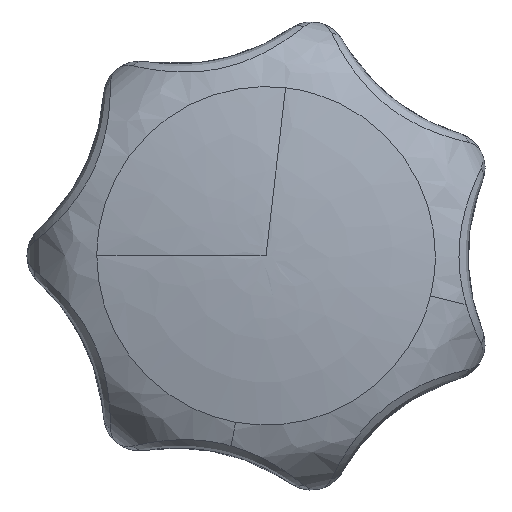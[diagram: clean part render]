
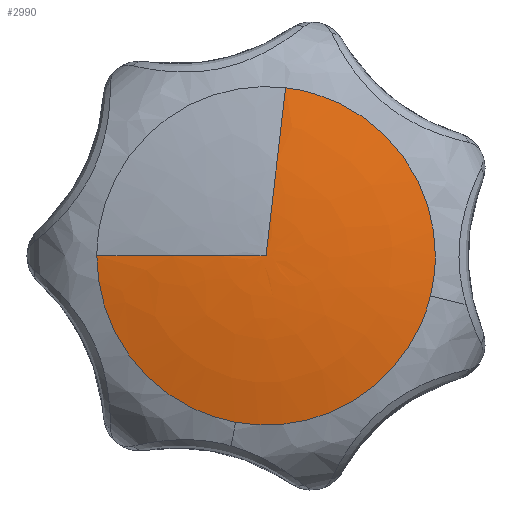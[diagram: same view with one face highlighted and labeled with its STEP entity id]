
A CAD part, top view. The second image highlights one B-rep face of the part: STEP entity #2990.
In plain terms, the highlighted free-form (B-spline) face has degree [2, 2] with [3, 7] control points.
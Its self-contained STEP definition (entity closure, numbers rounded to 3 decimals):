
#2003=CARTESIAN_POINT('',(-2.556,-13.924,23.484));
#2004=VERTEX_POINT('',#2003);
#2005=CARTESIAN_POINT('',(13.755,-3.348,23.484));
#2006=VERTEX_POINT('',#2005);
#2007=CARTESIAN_POINT('',(-2.556,-13.924,23.484));
#2008=CARTESIAN_POINT('',(-1.289,-14.157,23.484));
#2009=CARTESIAN_POINT('',(0.,-14.157,23.484));
#2010=CARTESIAN_POINT('',(11.124,-14.157,23.484));
#2011=CARTESIAN_POINT('',(13.755,-3.348,23.484));
#2019=(BOUNDED_CURVE()B_SPLINE_CURVE(2,(#2007,#2008,#2009,#2010,#2011),.UNSPECIFIED.,.F.,.U.)B_SPLINE_CURVE_WITH_KNOTS((3,2,3),(0.219,0.25,0.46),.UNSPECIFIED.)CURVE()GEOMETRIC_REPRESENTATION_ITEM()RATIONAL_B_SPLINE_CURVE((0.936,0.964,1.0,0.754,0.921))REPRESENTATION_ITEM(''));
#2020=EDGE_CURVE('',#2004,#2006,#2019,.T.);
#2298=CARTESIAN_POINT('',(-14.157,0.0,23.484));
#2299=VERTEX_POINT('',#2298);
#2300=CARTESIAN_POINT('',(-14.157,0.0,23.484));
#2301=CARTESIAN_POINT('',(-14.157,-11.795,23.484));
#2302=CARTESIAN_POINT('',(-2.556,-13.924,23.484));
#2310=(BOUNDED_CURVE()B_SPLINE_CURVE(2,(#2300,#2301,#2302),.UNSPECIFIED.,.F.,.U.)B_SPLINE_CURVE_WITH_KNOTS((3,3),(0.0,0.219),.UNSPECIFIED.)CURVE()GEOMETRIC_REPRESENTATION_ITEM()RATIONAL_B_SPLINE_CURVE((1.0,0.743,0.936))REPRESENTATION_ITEM(''));
#2311=EDGE_CURVE('',#2299,#2004,#2310,.T.);
#2313=CARTESIAN_POINT('',(1.635,14.062,23.484));
#2314=VERTEX_POINT('',#2313);
#2330=CARTESIAN_POINT('',(14.157,0.0,23.484));
#2331=VERTEX_POINT('',#2330);
#2332=CARTESIAN_POINT('',(14.157,0.0,23.484));
#2333=CARTESIAN_POINT('',(14.157,12.606,23.484));
#2334=CARTESIAN_POINT('',(1.635,14.062,23.484));
#2342=(BOUNDED_CURVE()B_SPLINE_CURVE(2,(#2332,#2333,#2334),.UNSPECIFIED.,.F.,.U.)B_SPLINE_CURVE_WITH_KNOTS((3,3),(0.5,0.73),.UNSPECIFIED.)CURVE()GEOMETRIC_REPRESENTATION_ITEM()RATIONAL_B_SPLINE_CURVE((1.0,0.731,0.957))REPRESENTATION_ITEM(''));
#2343=EDGE_CURVE('',#2331,#2314,#2342,.T.);
#2345=CARTESIAN_POINT('',(13.755,-3.348,23.484));
#2346=CARTESIAN_POINT('',(14.157,-1.698,23.484));
#2347=CARTESIAN_POINT('',(14.157,0.0,23.484));
#2355=(BOUNDED_CURVE()B_SPLINE_CURVE(2,(#2345,#2346,#2347),.UNSPECIFIED.,.F.,.U.)B_SPLINE_CURVE_WITH_KNOTS((3,3),(0.46,0.5),.UNSPECIFIED.)CURVE()GEOMETRIC_REPRESENTATION_ITEM()RATIONAL_B_SPLINE_CURVE((0.921,0.953,1.0))REPRESENTATION_ITEM(''));
#2356=EDGE_CURVE('',#2006,#2331,#2355,.T.);
#2927=CARTESIAN_POINT('',(1.717,14.767,23.319));
#2928=CARTESIAN_POINT('',(0.87,7.486,25.071));
#2929=CARTESIAN_POINT('',(0.,0.,25.));
#2930=CARTESIAN_POINT('',(14.867,13.239,23.319));
#2931=CARTESIAN_POINT('',(7.536,6.711,25.071));
#2932=CARTESIAN_POINT('',(0.,0.0,25.));
#2933=CARTESIAN_POINT('',(14.867,0.0,23.319));
#2934=CARTESIAN_POINT('',(7.536,0.0,25.071));
#2935=CARTESIAN_POINT('',(0.,0.0,25.));
#2936=CARTESIAN_POINT('',(14.867,-14.867,23.319));
#2937=CARTESIAN_POINT('',(7.536,-7.536,25.071));
#2938=CARTESIAN_POINT('',(0.0,0.,25.));
#2939=CARTESIAN_POINT('',(0.0,-14.867,23.319));
#2940=CARTESIAN_POINT('',(0.0,-7.536,25.071));
#2941=CARTESIAN_POINT('',(0.0,0.,25.));
#2942=CARTESIAN_POINT('',(-14.867,-14.867,23.319));
#2943=CARTESIAN_POINT('',(-7.536,-7.536,25.071));
#2944=CARTESIAN_POINT('',(0.,0.0,25.));
#2945=CARTESIAN_POINT('',(-14.867,0.0,23.319));
#2946=CARTESIAN_POINT('',(-7.536,0.0,25.071));
#2947=CARTESIAN_POINT('',(0.,0.0,25.));
#2955=(BOUNDED_SURFACE()B_SPLINE_SURFACE(2,2,((#2927,#2930,#2933,#2936,#2939,#2942,#2945),(#2928,#2931,#2934,#2937,#2940,#2943,#2946),(#2929,#2932,#2935,#2938,#2941,#2944,#2947)),.UNSPECIFIED.,.F.,.F.,.U.)B_SPLINE_SURFACE_WITH_KNOTS((3,3),(3,2,2,3),(0.921,1.0),(0.27,0.5,0.75,1.0),.UNSPECIFIED.)GEOMETRIC_REPRESENTATION_ITEM()RATIONAL_B_SPLINE_SURFACE(((0.91,0.695,0.951,0.673,0.951,0.673,0.951),(0.926,0.707,0.968,0.684,0.968,0.684,0.968),(0.957,0.731,1.0,0.707,1.0,0.707,1.0)))REPRESENTATION_ITEM('')SURFACE());
#2956=ORIENTED_EDGE('',*,*,#2343,.T.);
#2957=CARTESIAN_POINT('',(0.,0.,25.));
#2958=VERTEX_POINT('',#2957);
#2959=CARTESIAN_POINT('',(1.635,14.062,23.484));
#2960=CARTESIAN_POINT('',(0.827,7.119,25.067));
#2961=CARTESIAN_POINT('',(0.,0.,25.));
#2969=(BOUNDED_CURVE()B_SPLINE_CURVE(2,(#2959,#2960,#2961),.UNSPECIFIED.,.F.,.U.)B_SPLINE_CURVE_WITH_KNOTS((3,3),(0.925,1.0),.UNSPECIFIED.)CURVE()GEOMETRIC_REPRESENTATION_ITEM()RATIONAL_B_SPLINE_CURVE((0.912,0.928,0.957))REPRESENTATION_ITEM(''));
#2970=EDGE_CURVE('',#2314,#2958,#2969,.T.);
#2971=ORIENTED_EDGE('',*,*,#2970,.T.);
#2972=CARTESIAN_POINT('',(-14.157,0.0,23.484));
#2973=CARTESIAN_POINT('',(-7.167,0.0,25.067));
#2974=CARTESIAN_POINT('',(0.,0.0,25.));
#2982=(BOUNDED_CURVE()B_SPLINE_CURVE(2,(#2972,#2973,#2974),.UNSPECIFIED.,.F.,.U.)B_SPLINE_CURVE_WITH_KNOTS((3,3),(0.925,1.0),.UNSPECIFIED.)CURVE()GEOMETRIC_REPRESENTATION_ITEM()RATIONAL_B_SPLINE_CURVE((0.953,0.97,1.0))REPRESENTATION_ITEM(''));
#2983=EDGE_CURVE('',#2299,#2958,#2982,.T.);
#2984=ORIENTED_EDGE('',*,*,#2983,.F.);
#2985=ORIENTED_EDGE('',*,*,#2311,.T.);
#2986=ORIENTED_EDGE('',*,*,#2020,.T.);
#2987=ORIENTED_EDGE('',*,*,#2356,.T.);
#2988=EDGE_LOOP('',(#2956,#2971,#2984,#2985,#2986,#2987));
#2989=FACE_OUTER_BOUND('',#2988,.T.);
#2990=ADVANCED_FACE('',(#2989),#2955,.T.);
